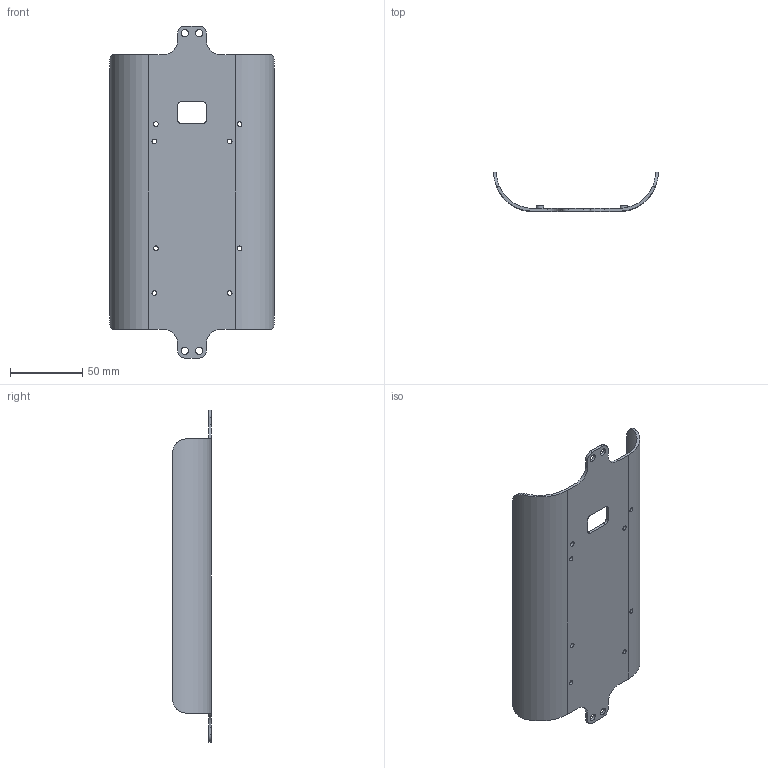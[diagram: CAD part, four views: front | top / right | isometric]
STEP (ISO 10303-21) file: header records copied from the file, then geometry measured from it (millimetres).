
FILE_DESCRIPTION(('CATIA V5 STEP Exchange'),'2;1');
FILE_NAME('Bottom_modi(long).stp','2021-01-22T12:37:01+00:00',('none'),('none'),'CATIA Version 5 Release 20 GA (IN-10)','CATIA V5 STEP AP203','none');
FILE_SCHEMA(('CONFIG_CONTROL_DESIGN'));
Length unit declared in the file: millimetre
Products named in the file (1): Bottom_modi(long)
Bounding box: 114 x 27 x 230 mm (x, y, z)
Volume: 54603.3 mm3; surface area: 56533.3 mm2
Topology: 1 solids, 1 shells, 74 faces, 220 edges, 160 vertices
Faces by surface type: cylinder 52, plane 22
Entity records: 2555 total; most frequent: CARTESIAN_POINT 613, ORIENTED_EDGE 408, DIRECTION 300, EDGE_CURVE 204, AXIS2_PLACEMENT_3D 153, VERTEX_POINT 136, CIRCLE 104, EDGE_LOOP 104
